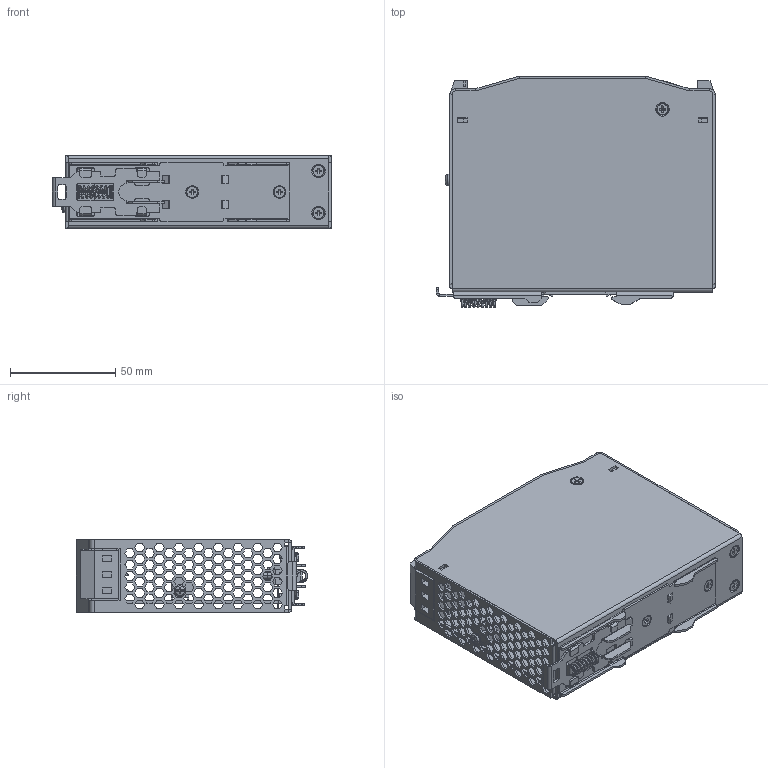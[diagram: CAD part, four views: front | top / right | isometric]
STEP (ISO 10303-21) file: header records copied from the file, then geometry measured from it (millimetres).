
FILE_DESCRIPTION((''),'2;1');
FILE_NAME('EDP-75W_ASM','2020-11-10T',('marketing.praksa'),('Audax d.o.o.'),'CREO PARAMETRIC BY PTC INC, 2017480','CREO PARAMETRIC BY PTC INC, 2017480','');
FILE_SCHEMA(('AUTOMOTIVE_DESIGN { 1 0 10303 214 1 1 1 1 }'));
Products named in the file (37): 45MAINPCB_1_1; 45IN-PCB_1_1; 45OUT-PCB_1_1; DUANZI-M3_1_1; ECU73080559_1_1; EG-1_1_1; TO-220_1_1; YAPIAN_1_1; GB819_M3X10_1_1_2; ECU73080559-ZJ_ASM_1_1_ASM; DIANWEIQI_1_1; EDA45PCBZJ-170426_ASM_1_1_ASM; DP-45WJIKE_1_1; KF129V-762-3P_1_1; KF129V-500-4P_1_1; DP45-ZAO_1_1_1; DP45-ZAO_1_1_2; DP45-ZAO_1_1_3; DP45-ZAO_1_1_4; DP45-ZAO_1_1_ASM; CLS-M3-1_1_1; GB818_M3X6_1_1; GB819_M3X6_1_1; ECU826210007_11_1_1; ECU826210009_7_1_1; ECU826210005_2_1_1; ECU646810001_ASM_15_ASM_1_1_ASM; ECU646810001_ASM_ASM_1_1_ASM; XIAOTOU-M3_1_1; LEDLIGHT_1_1_2; EDA45-ZJ-170426_ASM_1_1_ASM; TMP_DWG_65_1_1; TMP_DWG_65_1_2; TMP_DWG_65_1_3; CRM-82TO_ASM; LOGO_ASM; EDP-75W_ASM
Assembly tree (50 placements, depth 5):
  EDP-75W_ASM
    EDA45-ZJ-170426_ASM_1_1_ASM
      EDA45PCBZJ-170426_ASM_1_1_ASM
        45MAINPCB_1_1
        45IN-PCB_1_1
        45OUT-PCB_1_1
        DUANZI-M3_1_1  x2
        ECU73080559-ZJ_ASM_1_1_ASM
          ECU73080559_1_1
          EG-1_1_1  x2
          TO-220_1_1  x2
          YAPIAN_1_1  x2
          GB819_M3X10_1_1_2  x2
        DIANWEIQI_1_1
      DP-45WJIKE_1_1
      KF129V-762-3P_1_1
      KF129V-500-4P_1_1
      DP45-ZAO_1_1_ASM
        DP45-ZAO_1_1_1
        DP45-ZAO_1_1_2
        DP45-ZAO_1_1_3
        DP45-ZAO_1_1_4
      CLS-M3-1_1_1  x4
      GB818_M3X6_1_1
      GB819_M3X6_1_1
      ECU646810001_ASM_ASM_1_1_ASM
        ECU646810001_ASM_15_ASM_1_1_ASM
          ECU826210007_11_1_1
          ECU826210009_7_1_1
          ECU826210005_2_1_1
      XIAOTOU-M3_1_1  x7
      LEDLIGHT_1_1_2
    LOGO_ASM
      CRM-82TO_ASM
        TMP_DWG_65_1_1
        TMP_DWG_65_1_2
        TMP_DWG_65_1_3
Bounding box: 132.6 x 110 x 34.5 mm (x, y, z)
Volume: 90371.3 mm3; surface area: 129374.2 mm2
Topology: 42 solids, 54 shells, 3260 faces, 9124 edges, 6005 vertices
Faces by surface type: plane 2422, cylinder 642, cone 130, torus 40, bspline 22, sphere 4
Entity records: 136367 total; most frequent: CARTESIAN_POINT 20116, ORIENTED_EDGE 14420, DIRECTION 13716, PRESENTATION_STYLE_ASSIGNMENT 9714, STYLED_ITEM 9714, EDGE_CURVE 7228, CURVE_STYLE 7084, VECTOR 5934
